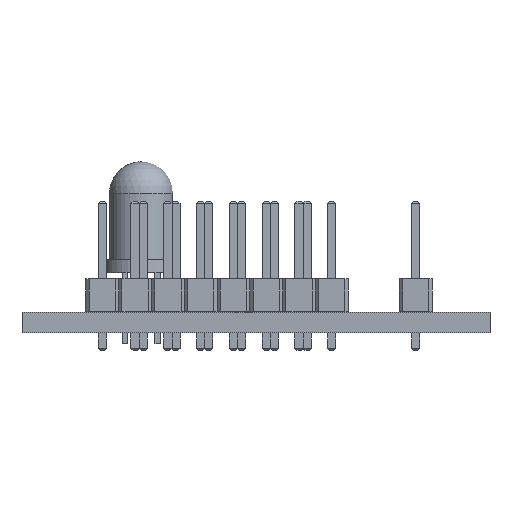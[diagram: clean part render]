
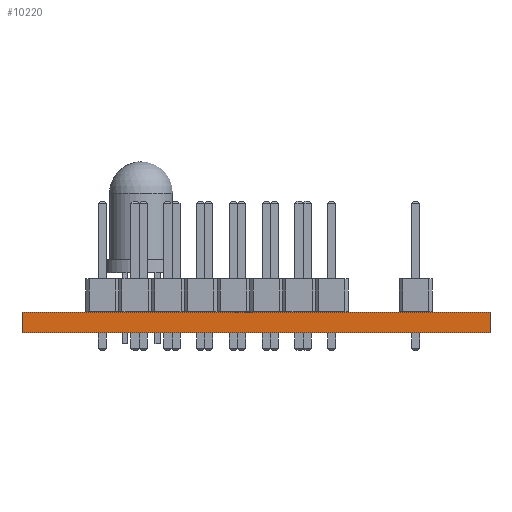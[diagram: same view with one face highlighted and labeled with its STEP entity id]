
A CAD part, front view. The second image highlights one B-rep face of the part: STEP entity #10220.
In plain terms, the highlighted planar face has unit normal (0, -1, 0).
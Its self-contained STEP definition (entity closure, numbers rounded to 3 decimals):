
#10220 = ADVANCED_FACE('',(#10221),#10255,.T.);
#10221 = FACE_BOUND('',#10222,.T.);
#10222 = EDGE_LOOP('',(#10223,#10233,#10241,#10249));
#10223 = ORIENTED_EDGE('',*,*,#10224,.T.);
#10224 = EDGE_CURVE('',#10225,#10227,#10229,.T.);
#10225 = VERTEX_POINT('',#10226);
#10226 = CARTESIAN_POINT('',(214.,-105.,0.));
#10227 = VERTEX_POINT('',#10228);
#10228 = CARTESIAN_POINT('',(214.,-105.,1.6));
#10229 = LINE('',#10230,#10231);
#10230 = CARTESIAN_POINT('',(214.,-105.,0.));
#10231 = VECTOR('',#10232,1.);
#10232 = DIRECTION('',(0.,0.,1.));
#10233 = ORIENTED_EDGE('',*,*,#10234,.T.);
#10234 = EDGE_CURVE('',#10227,#10235,#10237,.T.);
#10235 = VERTEX_POINT('',#10236);
#10236 = CARTESIAN_POINT('',(177.75,-105.,1.6));
#10237 = LINE('',#10238,#10239);
#10238 = CARTESIAN_POINT('',(214.,-105.,1.6));
#10239 = VECTOR('',#10240,1.);
#10240 = DIRECTION('',(-1.,0.,0.));
#10241 = ORIENTED_EDGE('',*,*,#10242,.F.);
#10242 = EDGE_CURVE('',#10243,#10235,#10245,.T.);
#10243 = VERTEX_POINT('',#10244);
#10244 = CARTESIAN_POINT('',(177.75,-105.,0.));
#10245 = LINE('',#10246,#10247);
#10246 = CARTESIAN_POINT('',(177.75,-105.,0.));
#10247 = VECTOR('',#10248,1.);
#10248 = DIRECTION('',(0.,0.,1.));
#10249 = ORIENTED_EDGE('',*,*,#10250,.F.);
#10250 = EDGE_CURVE('',#10225,#10243,#10251,.T.);
#10251 = LINE('',#10252,#10253);
#10252 = CARTESIAN_POINT('',(214.,-105.,0.));
#10253 = VECTOR('',#10254,1.);
#10254 = DIRECTION('',(-1.,0.,0.));
#10255 = PLANE('',#10256);
#10256 = AXIS2_PLACEMENT_3D('',#10257,#10258,#10259);
#10257 = CARTESIAN_POINT('',(214.,-105.,0.));
#10258 = DIRECTION('',(0.,-1.,0.));
#10259 = DIRECTION('',(-1.,0.,0.));
